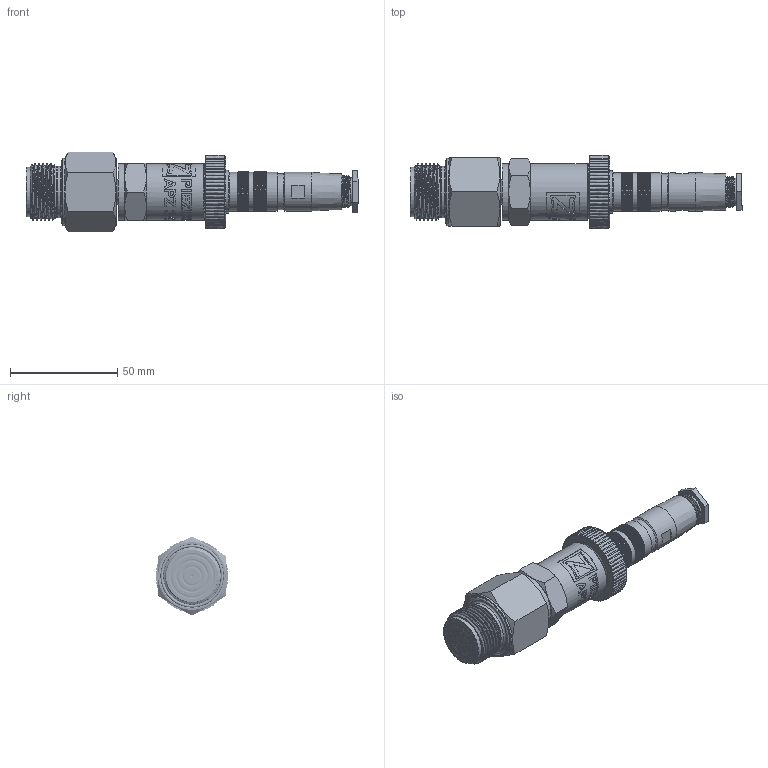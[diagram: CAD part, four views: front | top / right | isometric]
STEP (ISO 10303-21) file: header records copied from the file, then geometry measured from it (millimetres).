
FILE_DESCRIPTION(/* description */ (''),/* implementation_level */ '2;1');
FILE_NAME(/* name */ 'APZ3420m_G3''4DIN-flush_7.step',/* time_stamp */ '2021-07-06T15:19:43+03:00',/* author */ (''),/* organization */ (''),/* preprocessor_version */ 'ST-DEVELOPER v18.1',/* originating_system */ 'Autodesk Translation Framework v10.9.0.1377',/* authorisation */ '');
FILE_SCHEMA (('AUTOMOTIVE_DESIGN { 1 0 10303 214 3 1 1 }','PROCESS_PLANNING_SCHEMA'));
Length unit declared in the file: millimetre
Products named in the file (8): АПЗ 3420м заполненная; G 1/4 EN; OMAL nut M27x1.5; Ш100.000.005; Binder 723 assembly; Binder 723 female; Binder 723 male; G3'4DIN diaphragm 23 v5
Assembly tree (6 placements, depth 3):
  АПЗ 3420м заполненная
    G 1/4 EN
    OMAL nut M27x1.5
    Ш100.000.005
    Binder 723 assembly
      Binder 723 female
      Binder 723 male
  G3'4DIN diaphragm 23 v5
Bounding box: 154.58 x 34 x 36.95 mm (x, y, z)
Volume: 73535.4 mm3; surface area: 28395.3 mm2
Topology: 10 solids, 10 shells, 3635 faces, 9198 edges, 6019 vertices
Faces by surface type: plane 2181, cylinder 646, bspline 482, cone 308, torus 18
Full cylindrical faces by diameter (mm): 1 x15, 1.5 x5, 2 x1, 3.3 x1, 4 x1, 5 x2, 5.1 x1, 8 x1, 9.5 x2, 10 x1, 11 x1, 11.445 x4, 11.8 x1, 12 x1, 13 x1, 13.157 x9, 13.5 x1, 13.741 x3, 14.884 x2, 15.044 x5, 15.2 x1, 15.908 x4, 16.8 x1, 17.044 x7, 17.283 x6, 17.6 x1, 17.908 x7, 18 x4, 18.124 x7, 18.161 x2
Entity records: 145194 total; most frequent: CARTESIAN_POINT 58733, ORIENTED_EDGE 18394, DIRECTION 18225, EDGE_CURVE 9197, AXIS2_PLACEMENT_3D 7851, VERTEX_POINT 6019, EDGE_LOOP 4082, ELLIPSE 3870
